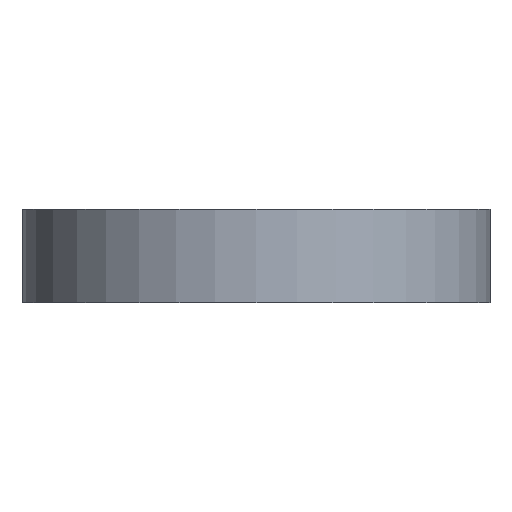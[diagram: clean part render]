
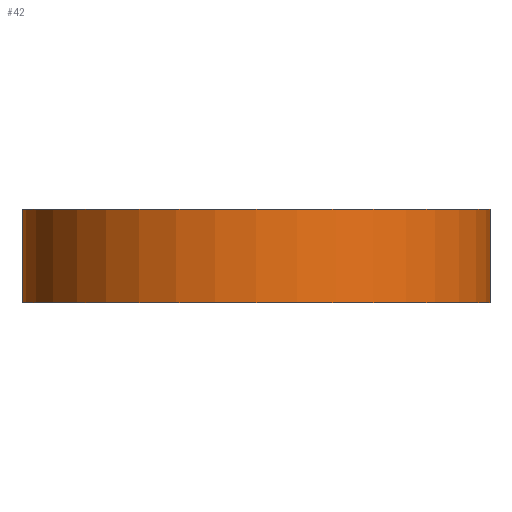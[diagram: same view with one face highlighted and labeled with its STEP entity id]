
A CAD part, front view. The second image highlights one B-rep face of the part: STEP entity #42.
In plain terms, the highlighted cylindrical face has radius 7.5 mm (diameter 15 mm), a partial arc.
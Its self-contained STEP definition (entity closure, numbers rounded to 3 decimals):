
#7 = CARTESIAN_POINT ( 'NONE',  ( 0., 0., 3. ) ) ;
#36 = DIRECTION ( 'NONE',  ( 0., 0., -1. ) ) ;
#40 = CARTESIAN_POINT ( 'NONE',  ( -7.5, 0., 0. ) ) ;
#42 = ADVANCED_FACE ( 'NONE', ( #250 ), #97, .T. ) ;
#62 = LINE ( 'NONE', #209, #213 ) ;
#64 = ORIENTED_EDGE ( 'NONE', *, *, #240, .T. ) ;
#89 = ORIENTED_EDGE ( 'NONE', *, *, #175, .F. ) ;
#96 = AXIS2_PLACEMENT_3D ( 'NONE', #163, #104, #218 ) ;
#97 = CYLINDRICAL_SURFACE ( 'NONE', #173, 7.5 ) ;
#99 = ORIENTED_EDGE ( 'NONE', *, *, #325, .T. ) ;
#104 = DIRECTION ( 'NONE',  ( 0., 0., 1. ) ) ;
#107 = VERTEX_POINT ( 'NONE', #182 ) ;
#118 = CARTESIAN_POINT ( 'NONE',  ( 0., 0., 3. ) ) ;
#127 = DIRECTION ( 'NONE',  ( 0., 0., -1. ) ) ;
#136 = VECTOR ( 'NONE', #127, 1000. ) ;
#152 = CARTESIAN_POINT ( 'NONE',  ( -7.5, 0., 3. ) ) ;
#163 = CARTESIAN_POINT ( 'NONE',  ( 0., 0., 0. ) ) ;
#172 = VERTEX_POINT ( 'NONE', #40 ) ;
#173 = AXIS2_PLACEMENT_3D ( 'NONE', #118, #300, #269 ) ;
#175 = EDGE_CURVE ( 'NONE', #282, #107, #62, .T. ) ;
#181 = EDGE_CURVE ( 'NONE', #280, #282, #287, .T. ) ;
#182 = CARTESIAN_POINT ( 'NONE',  ( 7.5, 0., 0. ) ) ;
#208 = EDGE_LOOP ( 'NONE', ( #99, #89, #315, #64 ) ) ;
#209 = CARTESIAN_POINT ( 'NONE',  ( 7.5, 0., 3. ) ) ;
#212 = DIRECTION ( 'NONE',  ( 1., 0., 0. ) ) ;
#213 = VECTOR ( 'NONE', #36, 1000. ) ;
#218 = DIRECTION ( 'NONE',  ( 1., 0., 0. ) ) ;
#223 = CARTESIAN_POINT ( 'NONE',  ( -7.5, 0., 3. ) ) ;
#240 = EDGE_CURVE ( 'NONE', #280, #172, #377, .T. ) ;
#250 = FACE_OUTER_BOUND ( 'NONE', #208, .T. ) ;
#269 = DIRECTION ( 'NONE',  ( -1., 0., 0. ) ) ;
#280 = VERTEX_POINT ( 'NONE', #223 ) ;
#282 = VERTEX_POINT ( 'NONE', #311 ) ;
#287 = CIRCLE ( 'NONE', #378, 7.5 ) ;
#300 = DIRECTION ( 'NONE',  ( 0., 0., -1. ) ) ;
#304 = CIRCLE ( 'NONE', #96, 7.5 ) ;
#311 = CARTESIAN_POINT ( 'NONE',  ( 7.5, 0., 3. ) ) ;
#315 = ORIENTED_EDGE ( 'NONE', *, *, #181, .F. ) ;
#325 = EDGE_CURVE ( 'NONE', #172, #107, #304, .T. ) ;
#337 = DIRECTION ( 'NONE',  ( 0., 0., 1. ) ) ;
#377 = LINE ( 'NONE', #152, #136 ) ;
#378 = AXIS2_PLACEMENT_3D ( 'NONE', #7, #337, #212 ) ;
